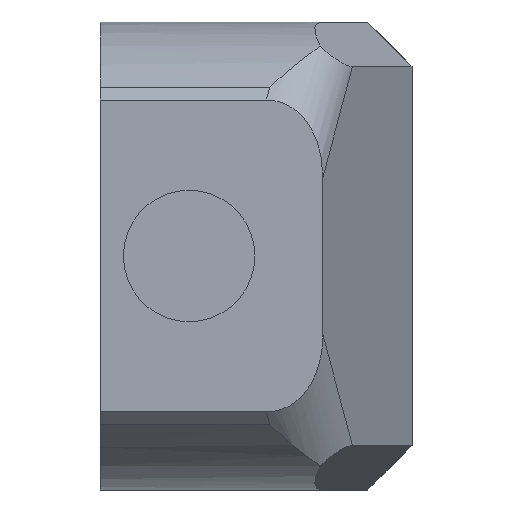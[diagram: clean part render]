
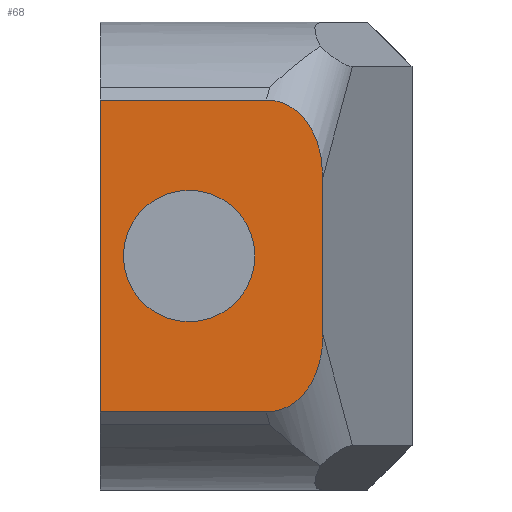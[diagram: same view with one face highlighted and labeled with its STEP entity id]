
A CAD part, front view. The second image highlights one B-rep face of the part: STEP entity #68.
In plain terms, the highlighted planar face has unit normal (0, -1, 0).
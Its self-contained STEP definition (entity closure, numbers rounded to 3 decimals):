
#3 = EDGE_CURVE ( 'NONE', #682, #1315, #633, .T. ) ;
#16 = DIRECTION ( 'NONE',  ( -1., 0., 0. ) ) ;
#61 = CARTESIAN_POINT ( 'NONE',  ( 10., 0., 6.966 ) ) ;
#68 = ADVANCED_FACE ( 'NONE', ( #1280, #786 ), #1544, .F. ) ;
#72 = ORIENTED_EDGE ( 'NONE', *, *, #616, .T. ) ;
#75 = EDGE_LOOP ( 'NONE', ( #1447, #529 ) ) ;
#91 = AXIS2_PLACEMENT_3D ( 'NONE', #1525, #418, #1499 ) ;
#99 = CARTESIAN_POINT ( 'NONE',  ( 7.463, 0., 3.5 ) ) ;
#106 = CARTESIAN_POINT ( 'NONE',  ( 0., 0., 3.5 ) ) ;
#113 = CIRCLE ( 'NONE', #1523, 2.95 ) ;
#151 = VERTEX_POINT ( 'NONE', #1530 ) ;
#161 = DIRECTION ( 'NONE',  ( 0., 1., 0. ) ) ;
#196 = CARTESIAN_POINT ( 'NONE',  ( 9., 0., 3.5 ) ) ;
#203 = CARTESIAN_POINT ( 'NONE',  ( 7.463, 0., 17.5 ) ) ;
#204 = EDGE_CURVE ( 'NONE', #1315, #1350, #914, .T. ) ;
#207 = ORIENTED_EDGE ( 'NONE', *, *, #514, .F. ) ;
#275 = CARTESIAN_POINT ( 'NONE',  ( 7.463, 0., 17.5 ) ) ;
#286 = EDGE_LOOP ( 'NONE', ( #1611, #72, #207, #1017, #1538, #357 ) ) ;
#300 = CARTESIAN_POINT ( 'NONE',  ( 10., 0., 4.866 ) ) ;
#357 = ORIENTED_EDGE ( 'NONE', *, *, #204, .T. ) ;
#388 = CARTESIAN_POINT ( 'NONE',  ( 10., 0., 14.034 ) ) ;
#418 = DIRECTION ( 'NONE',  ( 0., -1., 0. ) ) ;
#508 = LINE ( 'NONE', #1031, #1078 ) ;
#514 = EDGE_CURVE ( 'NONE', #1225, #151, #508, .T. ) ;
#522 = CARTESIAN_POINT ( 'NONE',  ( 0., 0., 3.5 ) ) ;
#529 = ORIENTED_EDGE ( 'NONE', *, *, #920, .F. ) ;
#604 = CARTESIAN_POINT ( 'NONE',  ( 4., 0., 13.45 ) ) ;
#616 = EDGE_CURVE ( 'NONE', #1367, #151, #687, .T. ) ;
#633 = LINE ( 'NONE', #757, #1463 ) ;
#651 = LINE ( 'NONE', #522, #1006 ) ;
#682 = VERTEX_POINT ( 'NONE', #203 ) ;
#687 =( BOUNDED_CURVE ( )  B_SPLINE_CURVE ( 3, ( #1312, #196, #300, #61 ),
 .UNSPECIFIED., .F., .T. ) 
 B_SPLINE_CURVE_WITH_KNOTS ( ( 4, 4 ),
 ( 6.099, 7.486 ),
 .UNSPECIFIED. ) 
 CURVE ( )  GEOMETRIC_REPRESENTATION_ITEM ( )  RATIONAL_B_SPLINE_CURVE ( ( 1., 0.846, 0.846, 1. ) ) 
 REPRESENTATION_ITEM ( '' )  );
#701 = VERTEX_POINT ( 'NONE', #1077 ) ;
#757 = CARTESIAN_POINT ( 'NONE',  ( 0., 0., 17.5 ) ) ;
#774 = CARTESIAN_POINT ( 'NONE',  ( 0., 0., 21. ) ) ;
#779 = DIRECTION ( 'NONE',  ( 0., 0., -1. ) ) ;
#786 = FACE_OUTER_BOUND ( 'NONE', #286, .T. ) ;
#824 = VERTEX_POINT ( 'NONE', #604 ) ;
#872 = CARTESIAN_POINT ( 'NONE',  ( 4., 0., 10.5 ) ) ;
#888 = EDGE_CURVE ( 'NONE', #1225, #682, #1527, .T. ) ;
#896 = CARTESIAN_POINT ( 'NONE',  ( 0., 0., 21. ) ) ;
#914 = LINE ( 'NONE', #896, #1107 ) ;
#920 = EDGE_CURVE ( 'NONE', #824, #701, #1495, .T. ) ;
#922 = DIRECTION ( 'NONE',  ( 0., 0., -1. ) ) ;
#972 = EDGE_CURVE ( 'NONE', #1350, #1367, #651, .T. ) ;
#1000 = DIRECTION ( 'NONE',  ( 0., 0., -1. ) ) ;
#1006 = VECTOR ( 'NONE', #1020, 1000. ) ;
#1017 = ORIENTED_EDGE ( 'NONE', *, *, #888, .T. ) ;
#1020 = DIRECTION ( 'NONE',  ( 1., 0., 0. ) ) ;
#1031 = CARTESIAN_POINT ( 'NONE',  ( 10., 0., 21. ) ) ;
#1077 = CARTESIAN_POINT ( 'NONE',  ( 4., 0., 7.55 ) ) ;
#1078 = VECTOR ( 'NONE', #779, 1000. ) ;
#1107 = VECTOR ( 'NONE', #922, 1000. ) ;
#1132 = CARTESIAN_POINT ( 'NONE',  ( 9., 0., 17.5 ) ) ;
#1140 = CARTESIAN_POINT ( 'NONE',  ( 10., 0., 16.134 ) ) ;
#1141 = EDGE_CURVE ( 'NONE', #701, #824, #113, .T. ) ;
#1225 = VERTEX_POINT ( 'NONE', #1576 ) ;
#1239 = DIRECTION ( 'NONE',  ( 0., -1., 0. ) ) ;
#1280 = FACE_BOUND ( 'NONE', #75, .T. ) ;
#1284 = AXIS2_PLACEMENT_3D ( 'NONE', #774, #161, #1405 ) ;
#1312 = CARTESIAN_POINT ( 'NONE',  ( 7.463, 0., 3.5 ) ) ;
#1315 = VERTEX_POINT ( 'NONE', #1338 ) ;
#1338 = CARTESIAN_POINT ( 'NONE',  ( 0., 0., 17.5 ) ) ;
#1350 = VERTEX_POINT ( 'NONE', #106 ) ;
#1367 = VERTEX_POINT ( 'NONE', #99 ) ;
#1405 = DIRECTION ( 'NONE',  ( 0., 0., 1. ) ) ;
#1447 = ORIENTED_EDGE ( 'NONE', *, *, #1141, .F. ) ;
#1463 = VECTOR ( 'NONE', #16, 1000. ) ;
#1495 = CIRCLE ( 'NONE', #91, 2.95 ) ;
#1499 = DIRECTION ( 'NONE',  ( 0., 0., -1. ) ) ;
#1523 = AXIS2_PLACEMENT_3D ( 'NONE', #872, #1239, #1000 ) ;
#1525 = CARTESIAN_POINT ( 'NONE',  ( 4., 0., 10.5 ) ) ;
#1527 =( BOUNDED_CURVE ( )  B_SPLINE_CURVE ( 3, ( #388, #1140, #1132, #275 ),
 .UNSPECIFIED., .F., .F. ) 
 B_SPLINE_CURVE_WITH_KNOTS ( ( 4, 4 ),
 ( 5.08, 6.467 ),
 .UNSPECIFIED. ) 
 CURVE ( )  GEOMETRIC_REPRESENTATION_ITEM ( )  RATIONAL_B_SPLINE_CURVE ( ( 1., 0.846, 0.846, 1. ) ) 
 REPRESENTATION_ITEM ( '' )  );
#1530 = CARTESIAN_POINT ( 'NONE',  ( 10., 0., 6.966 ) ) ;
#1538 = ORIENTED_EDGE ( 'NONE', *, *, #3, .T. ) ;
#1544 = PLANE ( 'NONE',  #1284 ) ;
#1576 = CARTESIAN_POINT ( 'NONE',  ( 10., 0., 14.034 ) ) ;
#1611 = ORIENTED_EDGE ( 'NONE', *, *, #972, .T. ) ;
